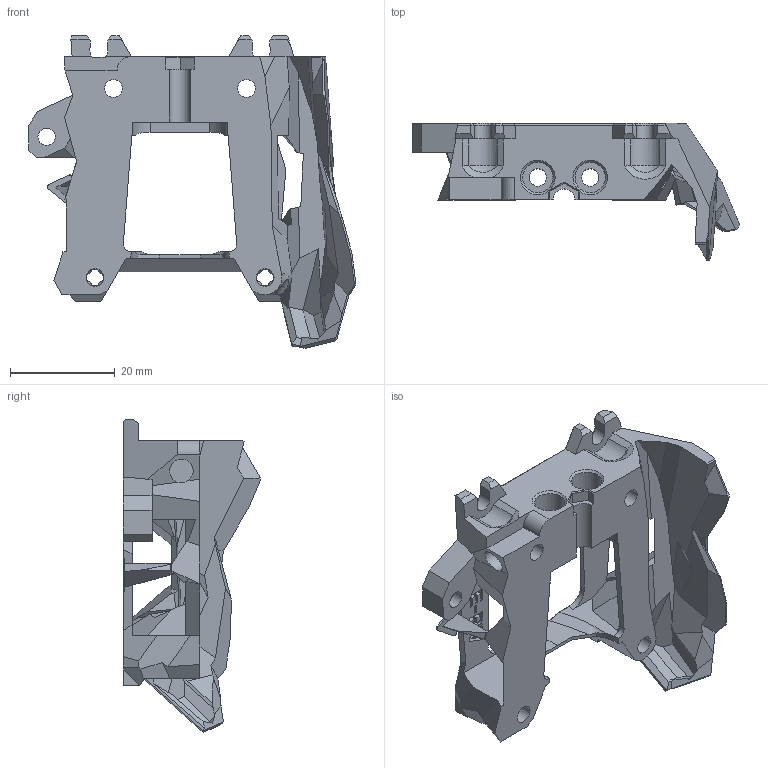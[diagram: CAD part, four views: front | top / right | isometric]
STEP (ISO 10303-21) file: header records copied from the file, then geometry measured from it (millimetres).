
FILE_DESCRIPTION (( 'STEP AP214' ), '1' );
FILE_NAME ('G2E - Revo - Filametrix - Rear.STEP', '2024-03-05T14:20:57', ( '' ), ( '' ), 'SwSTEP 2.0', 'SolidWorks 2024', '' );
FILE_SCHEMA (( 'AUTOMOTIVE_DESIGN' ));
Length unit declared in the file: millimetre
Products named in the file (1): G2E - Revo - Filametrix -  Rear
Bounding box: 62.59 x 26.26 x 59.7 mm (x, y, z)
Volume: 14384.6 mm3; surface area: 10671 mm2
Topology: 2 solids, 3 shells, 569 faces, 1641 edges, 1058 vertices
Faces by surface type: plane 452, cylinder 72, bspline 29, cone 16
Full cylindrical faces by diameter (mm): 3.3 x1, 3.305 x2, 3.4 x6, 4.5 x1, 5.8 x2, 6 x2, 6.1 x1
Entity records: 19358 total; most frequent: CARTESIAN_POINT 4860, ORIENTED_EDGE 3216, DIRECTION 2659, EDGE_CURVE 1608, VECTOR 1315, LINE 1315, VERTEX_POINT 1048, AXIS2_PLACEMENT_3D 672
